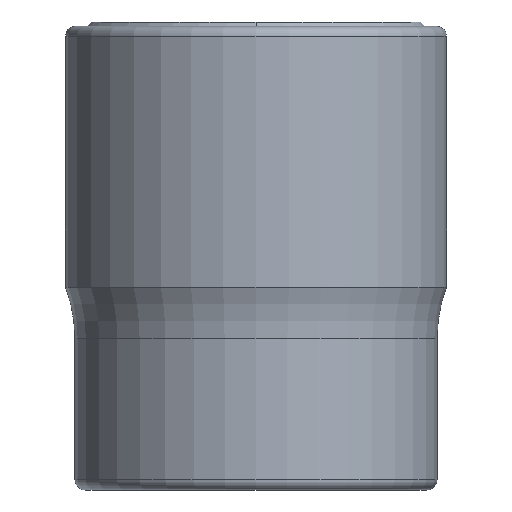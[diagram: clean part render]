
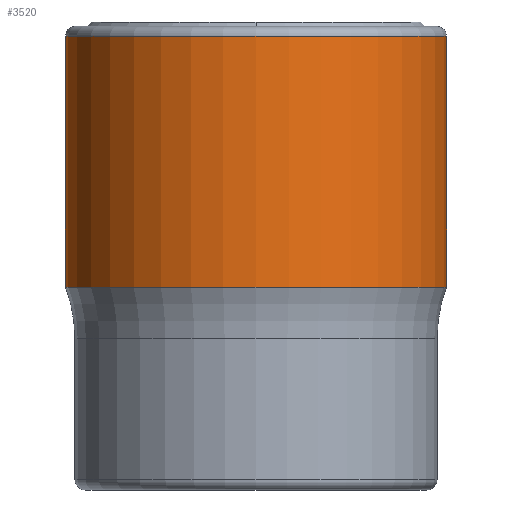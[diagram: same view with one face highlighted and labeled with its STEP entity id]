
A CAD part, front view. The second image highlights one B-rep face of the part: STEP entity #3520.
In plain terms, the highlighted cylindrical face has radius 13.15 mm (diameter 26.3 mm), a partial arc.
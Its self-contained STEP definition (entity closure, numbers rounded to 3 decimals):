
#2987=DIRECTION('',(0.,0.,1.));
#2988=VECTOR('',#2987,17.3);
#2989=CARTESIAN_POINT('',(-13.15,0.,13.7));
#2990=LINE('',#2989,#2988);
#3088=CARTESIAN_POINT('',(0.,0.,31.));
#3089=DIRECTION('',(0.,0.,1.));
#3090=DIRECTION('',(1.,0.,0.));
#3091=AXIS2_PLACEMENT_3D('',#3088,#3089,#3090);
#3096=CARTESIAN_POINT('',(0.,0.,13.7));
#3097=DIRECTION('',(0.,0.,1.));
#3098=DIRECTION('',(1.,0.,0.));
#3099=AXIS2_PLACEMENT_3D('',#3096,#3097,#3098);
#3104=DIRECTION('',(0.,0.,1.));
#3105=VECTOR('',#3104,17.3);
#3106=CARTESIAN_POINT('',(13.15,0.,13.7));
#3107=LINE('',#3106,#3105);
#3115=CARTESIAN_POINT('',(-13.15,0.,13.7));
#3116=CARTESIAN_POINT('',(13.15,0.,13.7));
#3117=VERTEX_POINT('',#3115);
#3118=VERTEX_POINT('',#3116);
#3139=CARTESIAN_POINT('',(13.15,0.,31.));
#3140=CARTESIAN_POINT('',(-13.15,0.,31.));
#3141=VERTEX_POINT('',#3139);
#3142=VERTEX_POINT('',#3140);
#3509=CARTESIAN_POINT('',(0.,0.,13.7));
#3510=DIRECTION('',(0.,0.,1.));
#3511=DIRECTION('',(1.,0.,0.));
#3512=AXIS2_PLACEMENT_3D('',#3509,#3510,#3511);
#3513=CYLINDRICAL_SURFACE('',#3512,13.15);
#3514=ORIENTED_EDGE('',*,*,#3503,.T.);
#3515=ORIENTED_EDGE('',*,*,#3405,.F.);
#3516=ORIENTED_EDGE('',*,*,#3375,.F.);
#3517=ORIENTED_EDGE('',*,*,#3402,.T.);
#3518=EDGE_LOOP('',(#3514,#3515,#3516,#3517));
#3519=FACE_OUTER_BOUND('',#3518,.F.);
#3520=ADVANCED_FACE('',(#3519),#3513,.T.);
#3092=CIRCLE('',#3091,13.15);
#3100=CIRCLE('',#3099,13.15);
#3375=EDGE_CURVE('',#3118,#3117,#3100,.T.);
#3402=EDGE_CURVE('',#3118,#3141,#3107,.T.);
#3405=EDGE_CURVE('',#3117,#3142,#2990,.T.);
#3503=EDGE_CURVE('',#3141,#3142,#3092,.T.);
